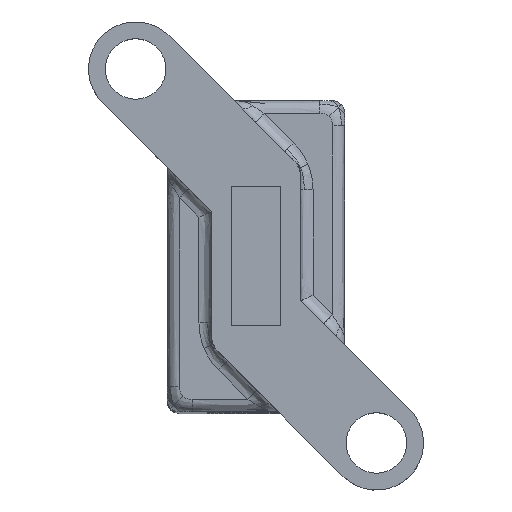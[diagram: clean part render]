
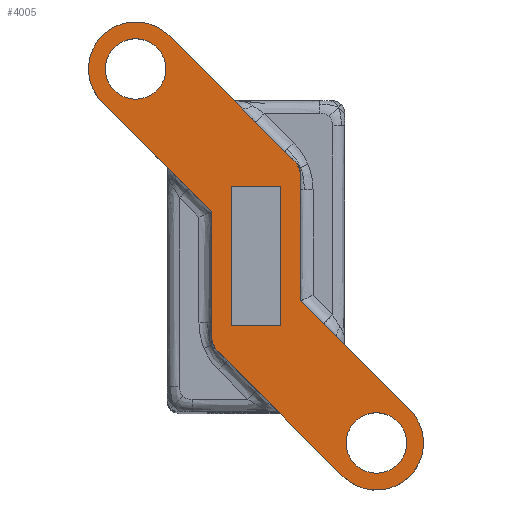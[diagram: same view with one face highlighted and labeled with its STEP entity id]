
A CAD part, top view. The second image highlights one B-rep face of the part: STEP entity #4005.
In plain terms, the highlighted planar face has unit normal (0, 0, 1).
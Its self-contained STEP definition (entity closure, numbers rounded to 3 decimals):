
#73=FACE_BOUND('',#886,.T.);
#74=FACE_BOUND('',#887,.T.);
#75=FACE_BOUND('',#888,.T.);
#112=PLANE('',#4231);
#175=LINE('',#8734,#343);
#176=LINE('',#8739,#344);
#177=LINE('',#8741,#345);
#178=LINE('',#8751,#346);
#179=LINE('',#8755,#347);
#180=LINE('',#8756,#348);
#181=LINE('',#8761,#349);
#182=LINE('',#8763,#350);
#183=LINE('',#8765,#351);
#184=LINE('',#8766,#352);
#343=VECTOR('',#4464,10.);
#344=VECTOR('',#4469,10.);
#345=VECTOR('',#4470,10.);
#346=VECTOR('',#4471,10.);
#347=VECTOR('',#4474,10.);
#348=VECTOR('',#4475,10.);
#349=VECTOR('',#4478,10.);
#350=VECTOR('',#4479,10.);
#351=VECTOR('',#4480,10.);
#352=VECTOR('',#4481,10.);
#511=CIRCLE('',#4232,5.303);
#512=CIRCLE('',#4233,5.303);
#513=CIRCLE('',#4234,3.403);
#514=CIRCLE('',#4235,3.403);
#644=FACE_OUTER_BOUND('',#885,.T.);
#885=EDGE_LOOP('',(#2714,#2715,#2716,#2717,#2718,#2719,#2720,#2721,#2722,
#2723));
#886=EDGE_LOOP('',(#2724));
#887=EDGE_LOOP('',(#2725,#2726,#2727,#2728));
#888=EDGE_LOOP('',(#2729));
#1196=B_SPLINE_CURVE_WITH_KNOTS('',3,(#7463,#7464,#7465,#7466,#7467,#7468,
#7469),.UNSPECIFIED.,.F.,.F.,(4,3,4),(0.,0.103,0.206),
 .UNSPECIFIED.);
#1225=B_SPLINE_CURVE_WITH_KNOTS('',3,(#8743,#8744,#8745,#8746,#8747,#8748,
#8749),.UNSPECIFIED.,.F.,.F.,(4,3,4),(0.,0.103,0.206),
 .UNSPECIFIED.);
#1561=VERTEX_POINT('',#7461);
#1562=VERTEX_POINT('',#7462);
#1577=VERTEX_POINT('',#8732);
#1578=VERTEX_POINT('',#8736);
#1579=VERTEX_POINT('',#8738);
#1580=VERTEX_POINT('',#8740);
#1581=VERTEX_POINT('',#8742);
#1582=VERTEX_POINT('',#8750);
#1583=VERTEX_POINT('',#8752);
#1584=VERTEX_POINT('',#8754);
#1585=VERTEX_POINT('',#8757);
#1586=VERTEX_POINT('',#8759);
#1587=VERTEX_POINT('',#8760);
#1588=VERTEX_POINT('',#8762);
#1589=VERTEX_POINT('',#8764);
#1590=VERTEX_POINT('',#8767);
#1984=EDGE_CURVE('',#1561,#1562,#1196,.T.);
#2015=EDGE_CURVE('',#1577,#1562,#175,.T.);
#2016=EDGE_CURVE('',#1577,#1578,#511,.T.);
#2017=EDGE_CURVE('',#1579,#1578,#176,.T.);
#2018=EDGE_CURVE('',#1580,#1579,#177,.T.);
#2019=EDGE_CURVE('',#1580,#1581,#1225,.T.);
#2020=EDGE_CURVE('',#1582,#1581,#178,.T.);
#2021=EDGE_CURVE('',#1582,#1583,#512,.T.);
#2022=EDGE_CURVE('',#1584,#1583,#179,.T.);
#2023=EDGE_CURVE('',#1561,#1584,#180,.T.);
#2024=EDGE_CURVE('',#1585,#1585,#513,.T.);
#2025=EDGE_CURVE('',#1586,#1587,#181,.T.);
#2026=EDGE_CURVE('',#1587,#1588,#182,.T.);
#2027=EDGE_CURVE('',#1588,#1589,#183,.T.);
#2028=EDGE_CURVE('',#1589,#1586,#184,.T.);
#2029=EDGE_CURVE('',#1590,#1590,#514,.T.);
#2714=ORIENTED_EDGE('',*,*,#1984,.T.);
#2715=ORIENTED_EDGE('',*,*,#2015,.F.);
#2716=ORIENTED_EDGE('',*,*,#2016,.T.);
#2717=ORIENTED_EDGE('',*,*,#2017,.F.);
#2718=ORIENTED_EDGE('',*,*,#2018,.F.);
#2719=ORIENTED_EDGE('',*,*,#2019,.T.);
#2720=ORIENTED_EDGE('',*,*,#2020,.F.);
#2721=ORIENTED_EDGE('',*,*,#2021,.T.);
#2722=ORIENTED_EDGE('',*,*,#2022,.F.);
#2723=ORIENTED_EDGE('',*,*,#2023,.F.);
#2724=ORIENTED_EDGE('',*,*,#2024,.T.);
#2725=ORIENTED_EDGE('',*,*,#2025,.T.);
#2726=ORIENTED_EDGE('',*,*,#2026,.T.);
#2727=ORIENTED_EDGE('',*,*,#2027,.T.);
#2728=ORIENTED_EDGE('',*,*,#2028,.T.);
#2729=ORIENTED_EDGE('',*,*,#2029,.T.);
#4005=ADVANCED_FACE('',(#644,#73,#74,#75),#112,.T.);
#4231=AXIS2_PLACEMENT_3D('',#8735,#4465,#4466);
#4232=AXIS2_PLACEMENT_3D('',#8737,#4467,#4468);
#4233=AXIS2_PLACEMENT_3D('',#8753,#4472,#4473);
#4234=AXIS2_PLACEMENT_3D('',#8758,#4476,#4477);
#4235=AXIS2_PLACEMENT_3D('',#8768,#4482,#4483);
#4464=DIRECTION('',(0.707,-0.707,0.));
#4465=DIRECTION('center_axis',(0.,0.,
1.));
#4466=DIRECTION('ref_axis',(-1.,0.,0.));
#4467=DIRECTION('center_axis',(0.,0.,
1.));
#4468=DIRECTION('ref_axis',(-1.,0.,0.));
#4469=DIRECTION('',(-0.707,0.707,0.));
#4470=DIRECTION('',(0.,1.,0.));
#4471=DIRECTION('',(-0.707,0.707,0.));
#4472=DIRECTION('center_axis',(0.,0.,
1.));
#4473=DIRECTION('ref_axis',(-1.,0.,0.));
#4474=DIRECTION('',(0.707,-0.707,0.));
#4475=DIRECTION('',(0.,-1.,0.));
#4476=DIRECTION('center_axis',(0.,0.,
-1.));
#4477=DIRECTION('ref_axis',(-1.,0.,0.));
#4478=DIRECTION('',(0.,1.,0.));
#4479=DIRECTION('',(1.,0.,0.));
#4480=DIRECTION('',(0.,-1.,0.));
#4481=DIRECTION('',(-1.,0.,0.));
#4482=DIRECTION('center_axis',(0.,0.,
-1.));
#4483=DIRECTION('ref_axis',(-1.,0.,0.));
#7461=CARTESIAN_POINT('',(333.904,-144.09,-117.756));
#7462=CARTESIAN_POINT('',(333.138,-142.242,-117.756));
#7463=CARTESIAN_POINT('Ctrl Pts',(333.904,-144.09,-117.756));
#7464=CARTESIAN_POINT('Ctrl Pts',(333.904,-143.756,-117.756));
#7465=CARTESIAN_POINT('Ctrl Pts',(333.837,-143.41,-117.756));
#7466=CARTESIAN_POINT('Ctrl Pts',(333.705,-143.09,-117.756));
#7467=CARTESIAN_POINT('Ctrl Pts',(333.572,-142.77,-117.756));
#7468=CARTESIAN_POINT('Ctrl Pts',(333.374,-142.478,-117.756));
#7469=CARTESIAN_POINT('Ctrl Pts',(333.138,-142.242,-117.756));
#8732=CARTESIAN_POINT('',(319.118,-128.222,-117.756));
#8734=CARTESIAN_POINT('',(326.404,-135.507,-117.756));
#8735=CARTESIAN_POINT('Origin',(321.984,-137.338,-117.756));
#8736=CARTESIAN_POINT('',(311.618,-135.722,-117.756));
#8737=CARTESIAN_POINT('Origin',(315.368,-131.972,-117.756));
#8738=CARTESIAN_POINT('',(323.904,-148.007,-117.756));
#8739=CARTESIAN_POINT('',(318.904,-143.007,-117.756));
#8740=CARTESIAN_POINT('',(323.904,-161.925,-117.756));
#8741=CARTESIAN_POINT('',(323.904,-163.007,-117.756));
#8742=CARTESIAN_POINT('',(324.669,-163.773,-117.756));
#8743=CARTESIAN_POINT('Ctrl Pts',(323.904,-161.925,-117.756));
#8744=CARTESIAN_POINT('Ctrl Pts',(323.904,-162.258,-117.756));
#8745=CARTESIAN_POINT('Ctrl Pts',(323.97,-162.605,-117.756));
#8746=CARTESIAN_POINT('Ctrl Pts',(324.103,-162.925,-117.756));
#8747=CARTESIAN_POINT('Ctrl Pts',(324.235,-163.245,-117.756));
#8748=CARTESIAN_POINT('Ctrl Pts',(324.434,-163.537,-117.756));
#8749=CARTESIAN_POINT('Ctrl Pts',(324.669,-163.773,-117.756));
#8750=CARTESIAN_POINT('',(338.689,-177.793,-117.756));
#8751=CARTESIAN_POINT('',(331.404,-170.507,-117.756));
#8752=CARTESIAN_POINT('',(346.189,-170.293,-117.756));
#8753=CARTESIAN_POINT('Origin',(342.439,-174.043,-117.756));
#8754=CARTESIAN_POINT('',(333.904,-158.007,-117.756));
#8755=CARTESIAN_POINT('',(338.904,-163.007,-117.756));
#8756=CARTESIAN_POINT('',(333.904,-143.007,-117.756));
#8757=CARTESIAN_POINT('',(345.843,-174.043,-117.756));
#8758=CARTESIAN_POINT('Origin',(342.439,-174.043,-117.756));
#8759=CARTESIAN_POINT('',(326.104,-160.807,-117.756));
#8760=CARTESIAN_POINT('',(326.104,-145.207,-117.756));
#8761=CARTESIAN_POINT('',(326.104,-160.807,-117.756));
#8762=CARTESIAN_POINT('',(331.704,-145.207,-117.756));
#8763=CARTESIAN_POINT('',(326.104,-145.207,-117.756));
#8764=CARTESIAN_POINT('',(331.704,-160.807,-117.756));
#8765=CARTESIAN_POINT('',(331.704,-145.207,-117.756));
#8766=CARTESIAN_POINT('',(331.704,-160.807,-117.756));
#8767=CARTESIAN_POINT('',(318.772,-131.972,-117.756));
#8768=CARTESIAN_POINT('Origin',(315.368,-131.972,-117.756));
